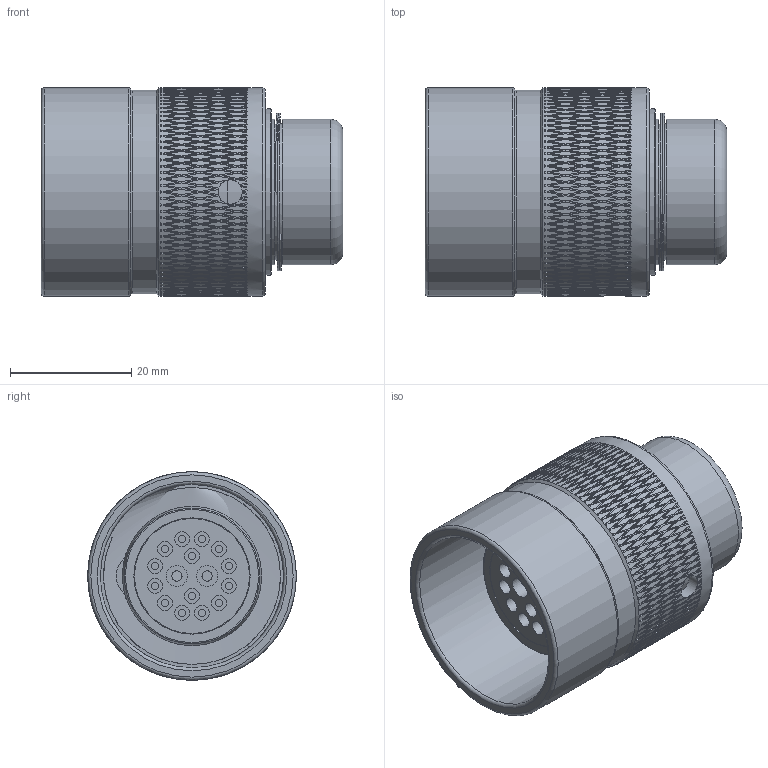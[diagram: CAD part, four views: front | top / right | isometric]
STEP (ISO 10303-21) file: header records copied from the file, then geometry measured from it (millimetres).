
FILE_DESCRIPTION(/* description */ (''),/* implementation_level */ '2;1');
FILE_NAME(/* name */ 'TrustLink MS F Pressure Cap B 16.stp',/* time_stamp */ '2021-03-09T13:55:47+01:00',/* author */ ('sh'),/* organization */ (''),/* preprocessor_version */ 'ST-DEVELOPER v17.2',/* originating_system */ 'Autodesk Inventor 2019',/* authorisation */ '');
FILE_SCHEMA (('AUTOMOTIVE_DESIGN { 1 0 10303 214 3 1 1 }'));
Length unit declared in the file: millimetre
Products named in the file (1): TrustLink MS F Pressure Cap B 16
Bounding box: 49.8 x 34.4 x 34.4 mm (x, y, z)
Volume: 22943.4 mm3; surface area: 15916.2 mm2
Topology: 1 solids, 1 shells, 3145 faces, 8451 edges, 5650 vertices
Faces by surface type: bspline 2700, cylinder 377, plane 51, cone 11, torus 6
Full cylindrical faces by diameter (mm): 1.2 x14, 1.7 x2, 2.5 x14, 3.5 x2, 4 x1, 19 x1, 19.2 x1, 22.52 x2, 23 x1, 24 x2, 24.5 x3, 26.05 x1, 27.5 x3, 29.2 x3, 30.2 x4, 30.3 x2, 33.6 x1, 34.2 x1, 34.4 x3
Entity records: 222569 total; most frequent: CARTESIAN_POINT 163052, ORIENTED_EDGE 16902, EDGE_CURVE 8451, B_SPLINE_CURVE_WITH_KNOTS 7455, VERTEX_POINT 5650, EDGE_LOOP 3489, STYLED_ITEM 3146, ADVANCED_FACE 3145
